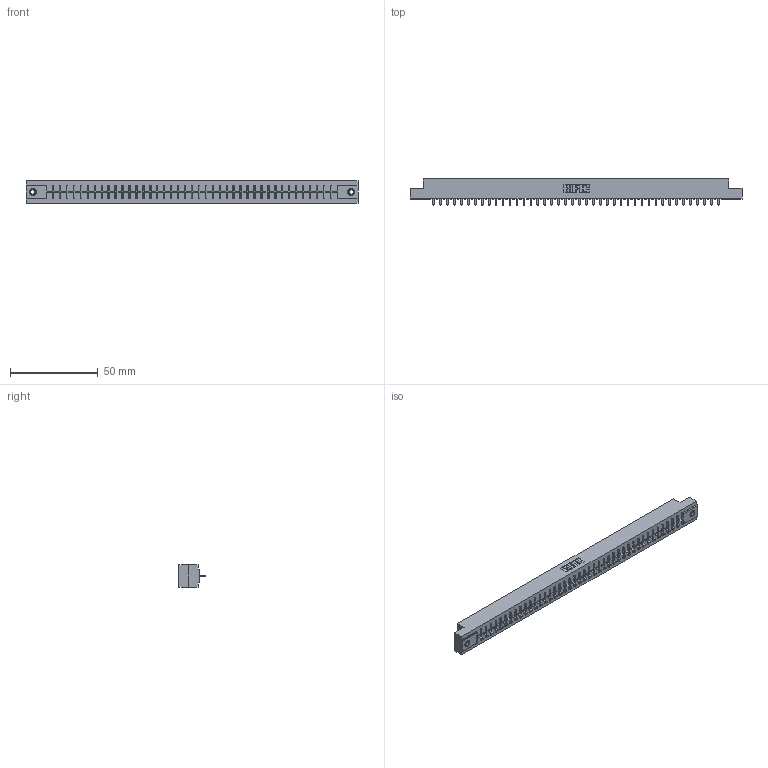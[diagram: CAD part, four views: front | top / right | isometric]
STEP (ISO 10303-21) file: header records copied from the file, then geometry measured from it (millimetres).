
FILE_DESCRIPTION (( 'STEP AP203' ), '1' );
FILE_NAME ('316-042-521-107.STEP', '2018-07-31T05:52:50', ( '' ), ( '' ), 'SwSTEP 2.0', 'SolidWorks 2016', '' );
FILE_SCHEMA (( 'CONFIG_CONTROL_DESIGN' ));
Length unit declared in the file: inch
Products named in the file (4): 306 Part_.156 Dia; 306-290-001_121; 345-250-001_345-250-005-103; 316-042-521-107
Assembly tree (45 placements, depth 2):
  316-042-521-107
    306 Part_.156 Dia
    306-290-001_121  x42
    345-250-001_345-250-005-103  x2
Bounding box: 189.43 x 14.88 x 12.7 mm (x, y, z)
Volume: 20889.9 mm3; surface area: 21157.5 mm2
Topology: 45 solids, 45 shells, 3116 faces, 8726 edges, 5584 vertices
Faces by surface type: plane 2074, cylinder 858, sphere 168, cone 12, torus 4
Entity records: 40308 total; most frequent: CARTESIAN_POINT 6748, ORIENTED_EDGE 6684, DIRECTION 6662, EDGE_CURVE 3342, LINE 2614, VECTOR 2614, VERTEX_POINT 2110, AXIS2_PLACEMENT_3D 2024
